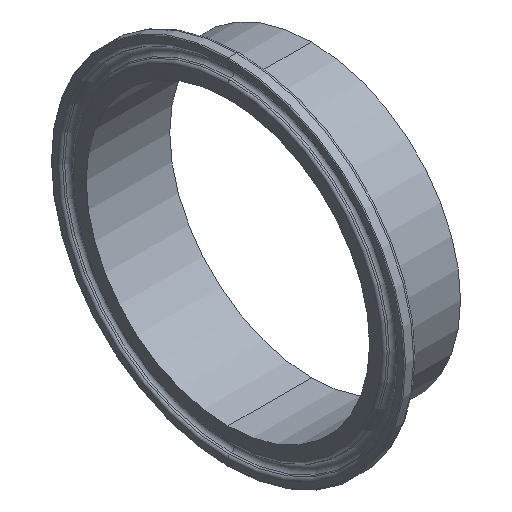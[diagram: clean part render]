
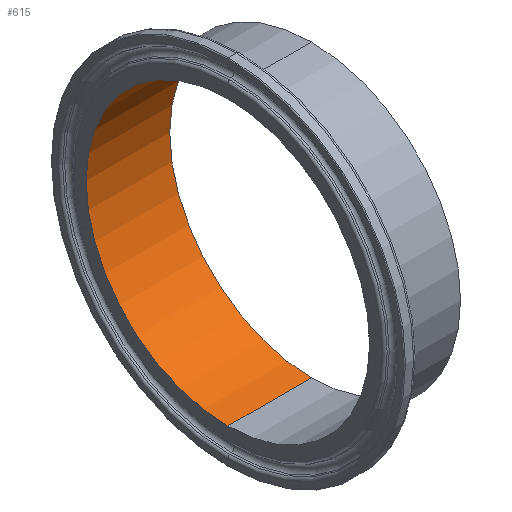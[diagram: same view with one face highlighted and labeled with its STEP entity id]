
A CAD part, isometric view. The second image highlights one B-rep face of the part: STEP entity #615.
In plain terms, the highlighted cylindrical face has radius 36.45 mm (diameter 72.9 mm), a partial arc.
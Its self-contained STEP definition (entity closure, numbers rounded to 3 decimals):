
#7 = CYLINDRICAL_SURFACE ( 'NONE', #641, 36.45 ) ;
#23 = CARTESIAN_POINT ( 'NONE',  ( 0., 0., -36.45 ) ) ;
#58 = DIRECTION ( 'NONE',  ( 0., 0., 1. ) ) ;
#70 = DIRECTION ( 'NONE',  ( 0., 0., 1. ) ) ;
#71 = LINE ( 'NONE', #23, #664 ) ;
#96 = VERTEX_POINT ( 'NONE', #593 ) ;
#107 = CARTESIAN_POINT ( 'NONE',  ( 0., 0., 36.45 ) ) ;
#120 = DIRECTION ( 'NONE',  ( -1., 0., 0. ) ) ;
#148 = ORIENTED_EDGE ( 'NONE', *, *, #473, .F. ) ;
#150 = EDGE_CURVE ( 'NONE', #96, #300, #71, .T. ) ;
#174 = DIRECTION ( 'NONE',  ( -1., 0., 0. ) ) ;
#195 = AXIS2_PLACEMENT_3D ( 'NONE', #272, #174, #58 ) ;
#210 = CARTESIAN_POINT ( 'NONE',  ( 0., 0., -36.45 ) ) ;
#212 = ORIENTED_EDGE ( 'NONE', *, *, #368, .T. ) ;
#232 = VERTEX_POINT ( 'NONE', #440 ) ;
#233 = CARTESIAN_POINT ( 'NONE',  ( 0., 0., 0. ) ) ;
#236 = CARTESIAN_POINT ( 'NONE',  ( 21.5, 0., 0. ) ) ;
#272 = CARTESIAN_POINT ( 'NONE',  ( 0., 0., 0. ) ) ;
#275 = VERTEX_POINT ( 'NONE', #494 ) ;
#299 = DIRECTION ( 'NONE',  ( -1., 0., 0. ) ) ;
#300 = VERTEX_POINT ( 'NONE', #210 ) ;
#368 = EDGE_CURVE ( 'NONE', #232, #275, #582, .T. ) ;
#401 = ORIENTED_EDGE ( 'NONE', *, *, #743, .T. ) ;
#434 = AXIS2_PLACEMENT_3D ( 'NONE', #236, #718, #70 ) ;
#440 = CARTESIAN_POINT ( 'NONE',  ( 21.5, 0., 36.45 ) ) ;
#462 = VECTOR ( 'NONE', #120, 1000. ) ;
#467 = DIRECTION ( 'NONE',  ( -1., 0., 0. ) ) ;
#473 = EDGE_CURVE ( 'NONE', #232, #96, #561, .T. ) ;
#489 = ORIENTED_EDGE ( 'NONE', *, *, #150, .F. ) ;
#494 = CARTESIAN_POINT ( 'NONE',  ( 0., 0., 36.45 ) ) ;
#526 = CIRCLE ( 'NONE', #195, 36.45 ) ;
#527 = FACE_OUTER_BOUND ( 'NONE', #736, .T. ) ;
#561 = CIRCLE ( 'NONE', #434, 36.45 ) ;
#582 = LINE ( 'NONE', #107, #462 ) ;
#593 = CARTESIAN_POINT ( 'NONE',  ( 21.5, 0., -36.45 ) ) ;
#615 = ADVANCED_FACE ( 'NONE', ( #527 ), #7, .F. ) ;
#641 = AXIS2_PLACEMENT_3D ( 'NONE', #233, #467, #709 ) ;
#664 = VECTOR ( 'NONE', #299, 1000. ) ;
#709 = DIRECTION ( 'NONE',  ( 0., 0., 1. ) ) ;
#718 = DIRECTION ( 'NONE',  ( -1., 0., 0. ) ) ;
#736 = EDGE_LOOP ( 'NONE', ( #489, #148, #212, #401 ) ) ;
#743 = EDGE_CURVE ( 'NONE', #275, #300, #526, .T. ) ;
